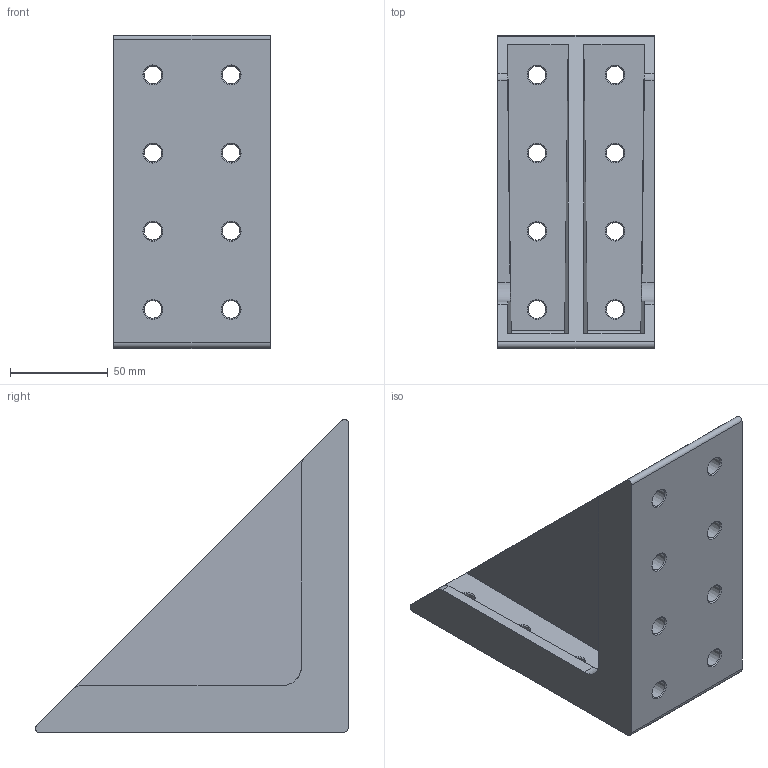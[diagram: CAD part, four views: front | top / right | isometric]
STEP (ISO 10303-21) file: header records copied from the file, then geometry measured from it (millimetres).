
FILE_DESCRIPTION(/* description */ ('STEP AP214'),/* implementation_level */ '2;1');
FILE_NAME(/* name */ '1025773.stp',/* time_stamp */ '2024-05-07T11:03:59+02:00',/* author */ ('b.steehouwer'),/* organization */ ('CADENAS'),/* preprocessor_version */ 'ST-DEVELOPER v18.1',/* originating_system */ 'Autodesk Inventor 2021',/* authorisation */ ' ');
FILE_SCHEMA (('AUTOMOTIVE_DESIGN { 1 0 10303 214 3 1 1 }'));
Length unit declared in the file: millimetre
Products named in the file (1): 1025773
Bounding box: 80 x 160.17 x 160.17 mm (x, y, z)
Volume: 329395.3 mm3; surface area: 93902.6 mm2
Topology: 1 solids, 1 shells, 76 faces, 206 edges, 132 vertices
Faces by surface type: cone 48, plane 17, cylinder 11
Entity records: 2538 total; most frequent: DIRECTION 462, CARTESIAN_POINT 415, ORIENTED_EDGE 412, EDGE_CURVE 206, AXIS2_PLACEMENT_3D 179, VERTEX_POINT 132, EDGE_LOOP 108, LINE 104
